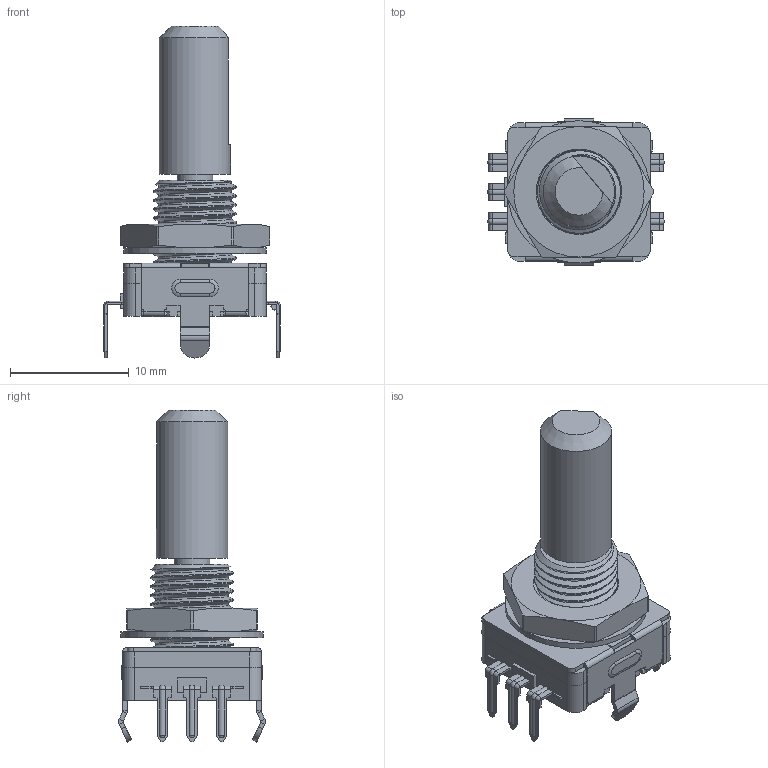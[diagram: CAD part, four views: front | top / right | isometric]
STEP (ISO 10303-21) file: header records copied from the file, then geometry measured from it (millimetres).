
FILE_DESCRIPTION(('FreeCAD Model'),'2;1');
FILE_NAME( 'EC11_cp.step', '2020-10-10T21:04:27',('kicad StepUp'),('ksu MCAD'), 'Open CASCADE STEP processor 7.4','FreeCAD','Unknown');
FILE_SCHEMA(('AUTOMOTIVE_DESIGN { 1 0 10303 214 1 1 1 1 }'));
Length unit declared in the file: millimetre
Products named in the file (1): EC11_cp
Bounding box: 14.9 x 12.4 x 28 mm (x, y, z)
Volume: 1339.5 mm3; surface area: 2347.7 mm2
Topology: 11 solids, 11 shells, 464 faces, 1183 edges, 732 vertices
Faces by surface type: plane 283, cylinder 123, cone 16, bspline 14, sphere 10, revolution 9, torus 9
Full cylindrical faces by diameter (mm): 3 x2, 6 x1, 7.2 x1, 12 x1
Entity records: 27084 total; most frequent: CARTESIAN_POINT 12709, ORIENTED_EDGE 2338, DIRECTION 2259, EDGE_CURVE 1169, LINE 798, VECTOR 798, VERTEX_POINT 732, AXIS2_PLACEMENT_3D 726
